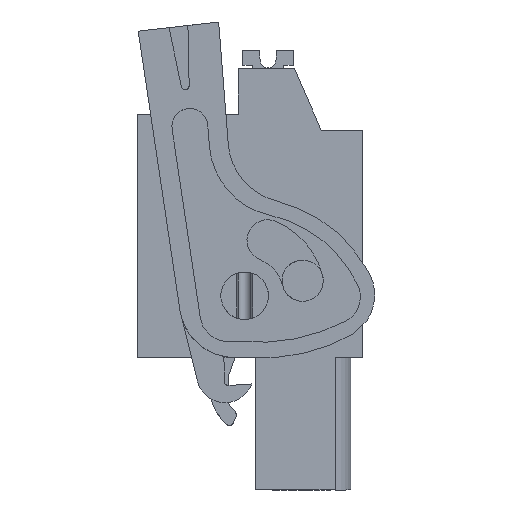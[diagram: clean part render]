
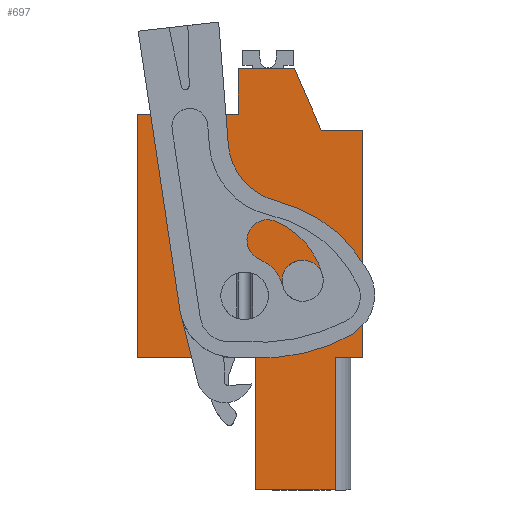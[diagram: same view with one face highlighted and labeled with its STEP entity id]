
A CAD part, left-side view. The second image highlights one B-rep face of the part: STEP entity #697.
In plain terms, the highlighted planar face has unit normal (-1, 0, 0).
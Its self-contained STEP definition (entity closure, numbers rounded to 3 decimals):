
#577=AXIS2_PLACEMENT_3D('Plane Axis2P3D',#574,#575,#576) ;
#663=AXIS2_PLACEMENT_3D('Circle Axis2P3D',#661,#662,$) ;
#672=AXIS2_PLACEMENT_3D('Circle Axis2P3D',#670,#671,$) ;
#681=AXIS2_PLACEMENT_3D('Circle Axis2P3D',#679,#680,$) ;
#690=AXIS2_PLACEMENT_3D('Circle Axis2P3D',#688,#689,$) ;
#42=CARTESIAN_POINT('Vertex',(4.85,8.618,26.59)) ;
#45=CARTESIAN_POINT('Line Origine',(4.85,6.843,26.59)) ;
#49=CARTESIAN_POINT('Vertex',(4.85,5.068,26.59)) ;
#474=CARTESIAN_POINT('Vertex',(4.85,8.618,23.69)) ;
#477=CARTESIAN_POINT('Line Origine',(4.85,8.618,25.14)) ;
#574=CARTESIAN_POINT('Axis2P3D Location',(4.85,7.568,8.35)) ;
#579=CARTESIAN_POINT('Line Origine',(4.85,2.493,4.175)) ;
#583=CARTESIAN_POINT('Vertex',(4.85,2.493,8.35)) ;
#585=CARTESIAN_POINT('Vertex',(4.85,2.493,0.)) ;
#588=CARTESIAN_POINT('Line Origine',(4.85,1.63,8.35)) ;
#592=CARTESIAN_POINT('Vertex',(4.85,0.768,8.35)) ;
#595=CARTESIAN_POINT('Line Origine',(4.85,0.768,15.52)) ;
#599=CARTESIAN_POINT('Vertex',(4.85,0.768,22.69)) ;
#602=CARTESIAN_POINT('Line Origine',(4.85,2.068,22.69)) ;
#606=CARTESIAN_POINT('Vertex',(4.85,3.368,22.69)) ;
#609=CARTESIAN_POINT('Line Origine',(4.85,4.218,24.64)) ;
#614=CARTESIAN_POINT('Line Origine',(4.85,11.793,23.69)) ;
#618=CARTESIAN_POINT('Vertex',(4.85,14.968,23.69)) ;
#621=CARTESIAN_POINT('Line Origine',(4.85,14.968,16.02)) ;
#625=CARTESIAN_POINT('Vertex',(4.85,14.968,8.35)) ;
#628=CARTESIAN_POINT('Line Origine',(4.85,11.253,8.35)) ;
#632=CARTESIAN_POINT('Vertex',(4.85,7.539,8.35)) ;
#635=CARTESIAN_POINT('Line Origine',(4.85,7.539,4.175)) ;
#639=CARTESIAN_POINT('Vertex',(4.85,7.539,0.)) ;
#642=CARTESIAN_POINT('Line Origine',(4.85,5.016,0.)) ;
#661=CARTESIAN_POINT('Axis2P3D Location',(4.85,8.204,12.25)) ;
#665=CARTESIAN_POINT('Vertex',(4.85,8.204,10.75)) ;
#667=CARTESIAN_POINT('Vertex',(4.85,8.204,13.75)) ;
#670=CARTESIAN_POINT('Axis2P3D Location',(4.85,8.204,12.25)) ;
#679=CARTESIAN_POINT('Axis2P3D Location',(4.85,4.544,13.2)) ;
#683=CARTESIAN_POINT('Vertex',(4.85,4.544,14.5)) ;
#685=CARTESIAN_POINT('Vertex',(4.85,4.544,11.9)) ;
#688=CARTESIAN_POINT('Axis2P3D Location',(4.85,4.544,13.2)) ;
#46=DIRECTION('Vector Direction',(0.,1.,0.)) ;
#478=DIRECTION('Vector Direction',(0.,0.,-1.)) ;
#575=DIRECTION('Axis2P3D Direction',(1.,0.,0.)) ;
#576=DIRECTION('Axis2P3D XDirection',(0.,1.,0.)) ;
#580=DIRECTION('Vector Direction',(0.,0.,-1.)) ;
#589=DIRECTION('Vector Direction',(0.,-1.,0.)) ;
#596=DIRECTION('Vector Direction',(0.,0.,-1.)) ;
#603=DIRECTION('Vector Direction',(0.,1.,0.)) ;
#610=DIRECTION('Vector Direction',(0.,0.4,0.917)) ;
#615=DIRECTION('Vector Direction',(0.,1.,0.)) ;
#622=DIRECTION('Vector Direction',(0.,0.,1.)) ;
#629=DIRECTION('Vector Direction',(0.,1.,0.)) ;
#636=DIRECTION('Vector Direction',(0.,0.,-1.)) ;
#643=DIRECTION('Vector Direction',(0.,1.,0.)) ;
#662=DIRECTION('Axis2P3D Direction',(1.,0.,0.)) ;
#671=DIRECTION('Axis2P3D Direction',(1.,0.,0.)) ;
#680=DIRECTION('Axis2P3D Direction',(1.,0.,0.)) ;
#689=DIRECTION('Axis2P3D Direction',(1.,0.,0.)) ;
#47=VECTOR('Line Direction',#46,1.) ;
#479=VECTOR('Line Direction',#478,1.) ;
#581=VECTOR('Line Direction',#580,1.) ;
#590=VECTOR('Line Direction',#589,1.) ;
#597=VECTOR('Line Direction',#596,1.) ;
#604=VECTOR('Line Direction',#603,1.) ;
#611=VECTOR('Line Direction',#610,1.) ;
#616=VECTOR('Line Direction',#615,1.) ;
#623=VECTOR('Line Direction',#622,1.) ;
#630=VECTOR('Line Direction',#629,1.) ;
#637=VECTOR('Line Direction',#636,1.) ;
#644=VECTOR('Line Direction',#643,1.) ;
#648=ORIENTED_EDGE('',*,*,#587,.F.) ;
#649=ORIENTED_EDGE('',*,*,#594,.F.) ;
#650=ORIENTED_EDGE('',*,*,#601,.F.) ;
#651=ORIENTED_EDGE('',*,*,#608,.T.) ;
#652=ORIENTED_EDGE('',*,*,#613,.T.) ;
#653=ORIENTED_EDGE('',*,*,#51,.T.) ;
#654=ORIENTED_EDGE('',*,*,#481,.T.) ;
#655=ORIENTED_EDGE('',*,*,#620,.T.) ;
#656=ORIENTED_EDGE('',*,*,#627,.F.) ;
#657=ORIENTED_EDGE('',*,*,#634,.F.) ;
#658=ORIENTED_EDGE('',*,*,#641,.T.) ;
#659=ORIENTED_EDGE('',*,*,#646,.F.) ;
#676=ORIENTED_EDGE('',*,*,#669,.T.) ;
#677=ORIENTED_EDGE('',*,*,#674,.T.) ;
#694=ORIENTED_EDGE('',*,*,#687,.T.) ;
#695=ORIENTED_EDGE('',*,*,#692,.T.) ;
#678=FACE_BOUND('',#675,.T.) ;
#696=FACE_BOUND('',#693,.T.) ;
#697=ADVANCED_FACE('HOUSING',(#660,#678,#696),#578,.F.) ;
#664=CIRCLE('generated circle',#663,1.5) ;
#673=CIRCLE('generated circle',#672,1.5) ;
#682=CIRCLE('generated circle',#681,1.3) ;
#691=CIRCLE('generated circle',#690,1.3) ;
#51=EDGE_CURVE('',#50,#43,#48,.T.) ;
#481=EDGE_CURVE('',#43,#475,#480,.T.) ;
#587=EDGE_CURVE('',#584,#586,#582,.T.) ;
#594=EDGE_CURVE('',#593,#584,#591,.F.) ;
#601=EDGE_CURVE('',#600,#593,#598,.T.) ;
#608=EDGE_CURVE('',#600,#607,#605,.T.) ;
#613=EDGE_CURVE('',#607,#50,#612,.T.) ;
#620=EDGE_CURVE('',#475,#619,#617,.T.) ;
#627=EDGE_CURVE('',#626,#619,#624,.T.) ;
#634=EDGE_CURVE('',#633,#626,#631,.T.) ;
#641=EDGE_CURVE('',#633,#640,#638,.T.) ;
#646=EDGE_CURVE('',#586,#640,#645,.T.) ;
#669=EDGE_CURVE('',#666,#668,#664,.T.) ;
#674=EDGE_CURVE('',#668,#666,#673,.T.) ;
#687=EDGE_CURVE('',#684,#686,#682,.T.) ;
#692=EDGE_CURVE('',#686,#684,#691,.T.) ;
#647=EDGE_LOOP('',(#648,#649,#650,#651,#652,#653,#654,#655,#656,#657,#658,#659)) ;
#675=EDGE_LOOP('',(#676,#677)) ;
#693=EDGE_LOOP('',(#694,#695)) ;
#660=FACE_OUTER_BOUND('',#647,.T.) ;
#48=LINE('Line',#45,#47) ;
#480=LINE('Line',#477,#479) ;
#582=LINE('Line',#579,#581) ;
#591=LINE('Line',#588,#590) ;
#598=LINE('Line',#595,#597) ;
#605=LINE('Line',#602,#604) ;
#612=LINE('Line',#609,#611) ;
#617=LINE('Line',#614,#616) ;
#624=LINE('Line',#621,#623) ;
#631=LINE('Line',#628,#630) ;
#638=LINE('Line',#635,#637) ;
#645=LINE('Line',#642,#644) ;
#578=PLANE('',#577) ;
#43=VERTEX_POINT('',#42) ;
#50=VERTEX_POINT('',#49) ;
#475=VERTEX_POINT('',#474) ;
#584=VERTEX_POINT('',#583) ;
#586=VERTEX_POINT('',#585) ;
#593=VERTEX_POINT('',#592) ;
#600=VERTEX_POINT('',#599) ;
#607=VERTEX_POINT('',#606) ;
#619=VERTEX_POINT('',#618) ;
#626=VERTEX_POINT('',#625) ;
#633=VERTEX_POINT('',#632) ;
#640=VERTEX_POINT('',#639) ;
#666=VERTEX_POINT('',#665) ;
#668=VERTEX_POINT('',#667) ;
#684=VERTEX_POINT('',#683) ;
#686=VERTEX_POINT('',#685) ;
